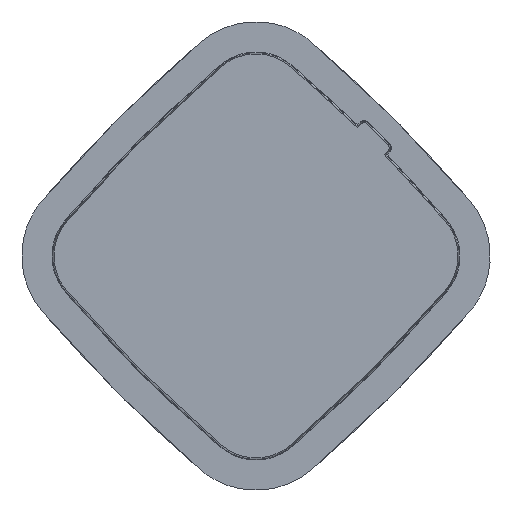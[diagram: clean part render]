
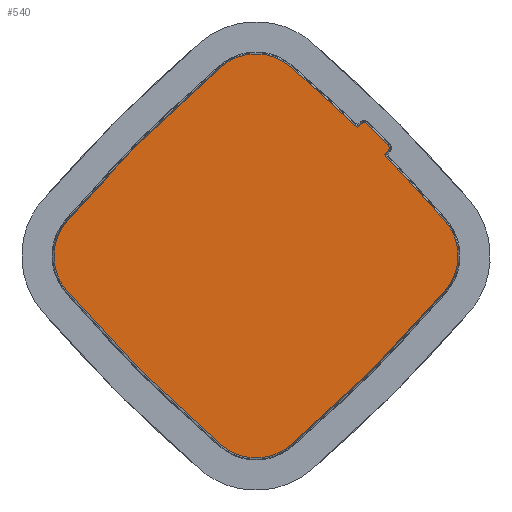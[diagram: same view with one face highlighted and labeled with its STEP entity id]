
A CAD part, top view. The second image highlights one B-rep face of the part: STEP entity #540.
In plain terms, the highlighted planar face has unit normal (0, 0, 1).
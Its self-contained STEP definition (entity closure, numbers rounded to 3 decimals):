
#205=B_SPLINE_CURVE_WITH_KNOTS($,1,(#11021,#11022),.UNSPECIFIED.,.F.,.F.,
(2,2),(0.,1.245),.UNSPECIFIED.);
#206=B_SPLINE_CURVE_WITH_KNOTS($,1,(#11030,#11031),.UNSPECIFIED.,.F.,.F.,
(2,2),(0.,9.237),.UNSPECIFIED.);
#207=B_SPLINE_CURVE_WITH_KNOTS($,1,(#11039,#11040),.UNSPECIFIED.,.F.,.F.,
(2,2),(0.,1.245),.UNSPECIFIED.);
#540=ADVANCED_FACE($,(#758),#3387,.T.);
#758=FACE_OUTER_BOUND($,#997,.T.);
#997=EDGE_LOOP($,(#1599,#1600,#1601,#1602,#1603,#1604,#1605,#1606,#1607,
#1608,#1609,#1610,#1611,#1612,#1613,#1614));
#1599=ORIENTED_EDGE($,*,*,#2477,.T.);
#1600=ORIENTED_EDGE($,*,*,#2478,.T.);
#1601=ORIENTED_EDGE($,*,*,#2479,.T.);
#1602=ORIENTED_EDGE($,*,*,#2480,.T.);
#1603=ORIENTED_EDGE($,*,*,#2481,.T.);
#1604=ORIENTED_EDGE($,*,*,#2482,.T.);
#1605=ORIENTED_EDGE($,*,*,#2483,.T.);
#1606=ORIENTED_EDGE($,*,*,#2484,.T.);
#1607=ORIENTED_EDGE($,*,*,#2485,.T.);
#1608=ORIENTED_EDGE($,*,*,#2486,.T.);
#1609=ORIENTED_EDGE($,*,*,#2487,.T.);
#1610=ORIENTED_EDGE($,*,*,#2488,.T.);
#1611=ORIENTED_EDGE($,*,*,#2489,.T.);
#1612=ORIENTED_EDGE($,*,*,#2490,.T.);
#1613=ORIENTED_EDGE($,*,*,#2491,.T.);
#1614=ORIENTED_EDGE($,*,*,#2492,.T.);
#2477=EDGE_CURVE($,#3128,#3129,#3798,.T.);
#2478=EDGE_CURVE($,#3129,#3130,#3799,.T.);
#2479=EDGE_CURVE($,#3130,#3131,#3800,.T.);
#2480=EDGE_CURVE($,#3131,#3132,#3801,.T.);
#2481=EDGE_CURVE($,#3132,#3133,#3802,.T.);
#2482=EDGE_CURVE($,#3133,#3134,#3803,.T.);
#2483=EDGE_CURVE($,#3134,#3135,#3804,.T.);
#2484=EDGE_CURVE($,#3135,#3136,#3805,.T.);
#2485=EDGE_CURVE($,#3136,#3137,#3806,.T.);
#2486=EDGE_CURVE($,#3137,#3138,#205,.T.);
#2487=EDGE_CURVE($,#3138,#3139,#3807,.T.);
#2488=EDGE_CURVE($,#3139,#3140,#206,.T.);
#2489=EDGE_CURVE($,#3140,#3141,#3808,.T.);
#2490=EDGE_CURVE($,#3141,#3142,#207,.T.);
#2491=EDGE_CURVE($,#3142,#3143,#3809,.T.);
#2492=EDGE_CURVE($,#3143,#3128,#3810,.T.);
#3128=VERTEX_POINT($,#11807);
#3129=VERTEX_POINT($,#11808);
#3130=VERTEX_POINT($,#11809);
#3131=VERTEX_POINT($,#11810);
#3132=VERTEX_POINT($,#11811);
#3133=VERTEX_POINT($,#11812);
#3134=VERTEX_POINT($,#11813);
#3135=VERTEX_POINT($,#11814);
#3136=VERTEX_POINT($,#11815);
#3137=VERTEX_POINT($,#11816);
#3138=VERTEX_POINT($,#11817);
#3139=VERTEX_POINT($,#11818);
#3140=VERTEX_POINT($,#11819);
#3141=VERTEX_POINT($,#11820);
#3142=VERTEX_POINT($,#11821);
#3143=VERTEX_POINT($,#11822);
#3387=PLANE($,#4749);
#3798=(
BOUNDED_CURVE()
B_SPLINE_CURVE(2,(#10993,#10994,#10995),.UNSPECIFIED.,.F.,.F.)
B_SPLINE_CURVE_WITH_KNOTS((3,3),(-24.306,0.),.UNSPECIFIED.)
CURVE()
GEOMETRIC_REPRESENTATION_ITEM()
RATIONAL_B_SPLINE_CURVE((1.,0.76,1.))
REPRESENTATION_ITEM($)
);
#3799=(
BOUNDED_CURVE()
B_SPLINE_CURVE(2,(#10996,#10997,#10998),.UNSPECIFIED.,.F.,.F.)
B_SPLINE_CURVE_WITH_KNOTS((3,3),(-70.116,0.),.UNSPECIFIED.)
CURVE()
GEOMETRIC_REPRESENTATION_ITEM()
RATIONAL_B_SPLINE_CURVE((1.,0.997,1.))
REPRESENTATION_ITEM($)
);
#3800=(
BOUNDED_CURVE()
B_SPLINE_CURVE(2,(#10999,#11000,#11001),.UNSPECIFIED.,.F.,.F.)
B_SPLINE_CURVE_WITH_KNOTS((3,3),(-24.306,0.),.UNSPECIFIED.)
CURVE()
GEOMETRIC_REPRESENTATION_ITEM()
RATIONAL_B_SPLINE_CURVE((1.,0.76,1.))
REPRESENTATION_ITEM($)
);
#3801=(
BOUNDED_CURVE()
B_SPLINE_CURVE(2,(#11002,#11003,#11004),.UNSPECIFIED.,.F.,.F.)
B_SPLINE_CURVE_WITH_KNOTS((3,3),(-70.116,0.),.UNSPECIFIED.)
CURVE()
GEOMETRIC_REPRESENTATION_ITEM()
RATIONAL_B_SPLINE_CURVE((1.,0.997,1.))
REPRESENTATION_ITEM($)
);
#3802=(
BOUNDED_CURVE()
B_SPLINE_CURVE(2,(#11005,#11006,#11007),.UNSPECIFIED.,.F.,.F.)
B_SPLINE_CURVE_WITH_KNOTS((3,3),(-24.306,0.),.UNSPECIFIED.)
CURVE()
GEOMETRIC_REPRESENTATION_ITEM()
RATIONAL_B_SPLINE_CURVE((1.,0.76,1.))
REPRESENTATION_ITEM($)
);
#3803=(
BOUNDED_CURVE()
B_SPLINE_CURVE(2,(#11008,#11009,#11010),.UNSPECIFIED.,.F.,.F.)
B_SPLINE_CURVE_WITH_KNOTS((3,3),(-70.116,0.),.UNSPECIFIED.)
CURVE()
GEOMETRIC_REPRESENTATION_ITEM()
RATIONAL_B_SPLINE_CURVE((1.,0.997,1.))
REPRESENTATION_ITEM($)
);
#3804=(
BOUNDED_CURVE()
B_SPLINE_CURVE(2,(#11011,#11012,#11013),.UNSPECIFIED.,.F.,.F.)
B_SPLINE_CURVE_WITH_KNOTS((3,3),(-24.306,0.),.UNSPECIFIED.)
CURVE()
GEOMETRIC_REPRESENTATION_ITEM()
RATIONAL_B_SPLINE_CURVE((1.,0.76,1.))
REPRESENTATION_ITEM($)
);
#3805=(
BOUNDED_CURVE()
B_SPLINE_CURVE(2,(#11014,#11015,#11016),.UNSPECIFIED.,.F.,.F.)
B_SPLINE_CURVE_WITH_KNOTS((3,3),(-28.644,0.),.UNSPECIFIED.)
CURVE()
GEOMETRIC_REPRESENTATION_ITEM()
RATIONAL_B_SPLINE_CURVE((1.,0.999,1.))
REPRESENTATION_ITEM($)
);
#3806=(
BOUNDED_CURVE()
B_SPLINE_CURVE(3,(#11017,#11018,#11019,#11020),.UNSPECIFIED.,.F.,.F.)
B_SPLINE_CURVE_WITH_KNOTS((4,4),(-399.497,-398.497),.UNSPECIFIED.)
CURVE()
GEOMETRIC_REPRESENTATION_ITEM()
RATIONAL_B_SPLINE_CURVE((1.,0.808,0.808,1.))
REPRESENTATION_ITEM($)
);
#3807=(
BOUNDED_CURVE()
B_SPLINE_CURVE(3,(#11023,#11024,#11025,#11026,#11027,#11028,#11029),.UNSPECIFIED.,
.F.,.F.)
B_SPLINE_CURVE_WITH_KNOTS((4,3,4),(-397.251,-396.073,-394.895),
.UNSPECIFIED.)
CURVE()
GEOMETRIC_REPRESENTATION_ITEM()
RATIONAL_B_SPLINE_CURVE((1.,1.,1.,1.,
1.,1.,1.))
REPRESENTATION_ITEM($)
);
#3808=(
BOUNDED_CURVE()
B_SPLINE_CURVE(3,(#11032,#11033,#11034,#11035,#11036,#11037,#11038),.UNSPECIFIED.,
.F.,.F.)
B_SPLINE_CURVE_WITH_KNOTS((4,3,4),(-385.658,-384.48,-383.302),
.UNSPECIFIED.)
CURVE()
GEOMETRIC_REPRESENTATION_ITEM()
RATIONAL_B_SPLINE_CURVE((1.,1.,1.,1.,
1.,1.,1.))
REPRESENTATION_ITEM($)
);
#3809=(
BOUNDED_CURVE()
B_SPLINE_CURVE(3,(#11041,#11042,#11043,#11044),.UNSPECIFIED.,.F.,.F.)
B_SPLINE_CURVE_WITH_KNOTS((4,4),(-382.056,-381.056),.UNSPECIFIED.)
CURVE()
GEOMETRIC_REPRESENTATION_ITEM()
RATIONAL_B_SPLINE_CURVE((1.,0.808,0.808,1.))
REPRESENTATION_ITEM($)
);
#3810=(
BOUNDED_CURVE()
B_SPLINE_CURVE(2,(#11045,#11046,#11047),.UNSPECIFIED.,.F.,.F.)
B_SPLINE_CURVE_WITH_KNOTS((3,3),(-28.644,0.),.UNSPECIFIED.)
CURVE()
GEOMETRIC_REPRESENTATION_ITEM()
RATIONAL_B_SPLINE_CURVE((1.,0.999,1.))
REPRESENTATION_ITEM($)
);
#4749=AXIS2_PLACEMENT_3D($,#11380,#4809,$);
#4809=DIRECTION($,(0.,0.,1.));
#10993=CARTESIAN_POINT($,(11.163,60.693,304.));
#10994=CARTESIAN_POINT($,(0.,70.247,304.));
#10995=CARTESIAN_POINT($,(-11.163,60.693,304.));
#10996=CARTESIAN_POINT($,(-11.163,60.693,304.));
#10997=CARTESIAN_POINT($,(-37.852,37.852,304.));
#10998=CARTESIAN_POINT($,(-60.693,11.163,304.));
#10999=CARTESIAN_POINT($,(-60.693,11.163,304.));
#11000=CARTESIAN_POINT($,(-70.247,0.,304.));
#11001=CARTESIAN_POINT($,(-60.693,-11.163,304.));
#11002=CARTESIAN_POINT($,(-60.693,-11.163,304.));
#11003=CARTESIAN_POINT($,(-37.852,-37.852,304.));
#11004=CARTESIAN_POINT($,(-11.163,-60.693,304.));
#11005=CARTESIAN_POINT($,(-11.163,-60.693,304.));
#11006=CARTESIAN_POINT($,(0.,-70.247,304.));
#11007=CARTESIAN_POINT($,(11.163,-60.693,304.));
#11008=CARTESIAN_POINT($,(11.163,-60.693,304.));
#11009=CARTESIAN_POINT($,(37.852,-37.852,304.));
#11010=CARTESIAN_POINT($,(60.693,-11.163,304.));
#11011=CARTESIAN_POINT($,(60.693,-11.163,304.));
#11012=CARTESIAN_POINT($,(70.247,0.,304.));
#11013=CARTESIAN_POINT($,(60.693,11.163,304.));
#11014=CARTESIAN_POINT($,(60.693,11.163,304.));
#11015=CARTESIAN_POINT($,(51.378,22.048,304.));
#11016=CARTESIAN_POINT($,(41.392,32.321,304.));
#11017=CARTESIAN_POINT($,(41.392,32.321,304.));
#11018=CARTESIAN_POINT($,(41.271,32.446,304.));
#11019=CARTESIAN_POINT($,(41.272,32.62,304.));
#11020=CARTESIAN_POINT($,(41.395,32.742,304.));
#11021=CARTESIAN_POINT($,(41.395,32.742,304.));
#11022=CARTESIAN_POINT($,(42.276,33.623,304.));
#11023=CARTESIAN_POINT($,(42.276,33.623,304.));
#11024=CARTESIAN_POINT($,(42.554,33.901,304.));
#11025=CARTESIAN_POINT($,(42.715,34.291,304.));
#11026=CARTESIAN_POINT($,(42.715,34.684,304.));
#11027=CARTESIAN_POINT($,(42.715,35.076,304.));
#11028=CARTESIAN_POINT($,(42.553,35.466,304.));
#11029=CARTESIAN_POINT($,(42.276,35.744,304.));
#11030=CARTESIAN_POINT($,(42.276,35.744,304.));
#11031=CARTESIAN_POINT($,(35.744,42.276,304.));
#11032=CARTESIAN_POINT($,(35.744,42.276,304.));
#11033=CARTESIAN_POINT($,(35.466,42.554,304.));
#11034=CARTESIAN_POINT($,(35.076,42.715,304.));
#11035=CARTESIAN_POINT($,(34.684,42.715,304.));
#11036=CARTESIAN_POINT($,(34.291,42.715,304.));
#11037=CARTESIAN_POINT($,(33.901,42.553,304.));
#11038=CARTESIAN_POINT($,(33.623,42.276,304.));
#11039=CARTESIAN_POINT($,(33.623,42.276,304.));
#11040=CARTESIAN_POINT($,(32.742,41.395,304.));
#11041=CARTESIAN_POINT($,(32.742,41.395,304.));
#11042=CARTESIAN_POINT($,(32.62,41.272,304.));
#11043=CARTESIAN_POINT($,(32.446,41.271,304.));
#11044=CARTESIAN_POINT($,(32.321,41.392,304.));
#11045=CARTESIAN_POINT($,(32.321,41.392,304.));
#11046=CARTESIAN_POINT($,(22.048,51.378,304.));
#11047=CARTESIAN_POINT($,(11.163,60.693,304.));
#11380=CARTESIAN_POINT($,(-66.114,-66.114,304.));
#11807=CARTESIAN_POINT($,(11.163,60.693,304.));
#11808=CARTESIAN_POINT($,(-11.163,60.693,304.));
#11809=CARTESIAN_POINT($,(-60.693,11.163,304.));
#11810=CARTESIAN_POINT($,(-60.693,-11.163,304.));
#11811=CARTESIAN_POINT($,(-11.163,-60.693,304.));
#11812=CARTESIAN_POINT($,(11.163,-60.693,304.));
#11813=CARTESIAN_POINT($,(60.693,-11.163,304.));
#11814=CARTESIAN_POINT($,(60.693,11.163,304.));
#11815=CARTESIAN_POINT($,(41.392,32.321,304.));
#11816=CARTESIAN_POINT($,(41.395,32.742,304.));
#11817=CARTESIAN_POINT($,(42.276,33.623,304.));
#11818=CARTESIAN_POINT($,(42.276,35.744,304.));
#11819=CARTESIAN_POINT($,(35.744,42.276,304.));
#11820=CARTESIAN_POINT($,(33.623,42.276,304.));
#11821=CARTESIAN_POINT($,(32.742,41.395,304.));
#11822=CARTESIAN_POINT($,(32.321,41.392,304.));
